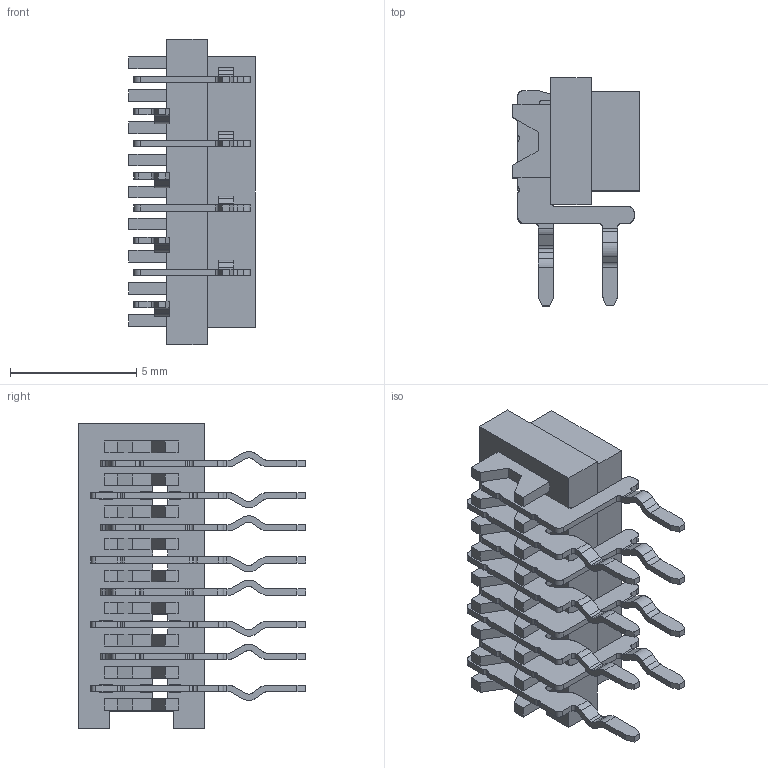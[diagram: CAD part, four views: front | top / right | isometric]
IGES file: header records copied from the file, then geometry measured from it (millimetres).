
Start section: SolidWorks IGES file using analytic representation for surfaces
Global section: file name: micro02-08 lock tight.IGS; native system: SolidWorks 2014; preprocessor: SolidWorks 2014; author: ewilson; date: 140728.143103; units: millimetre
Bounding box: 5 x 9 x 12.08 mm (x, y, z)
Surface area: 770.6 mm2 (no closed solid volume)
Topology: 0 solids, 0 shells, 1151 faces, 8160 edges, 8160 vertices
Faces by surface type: bspline 671, revolution 480
